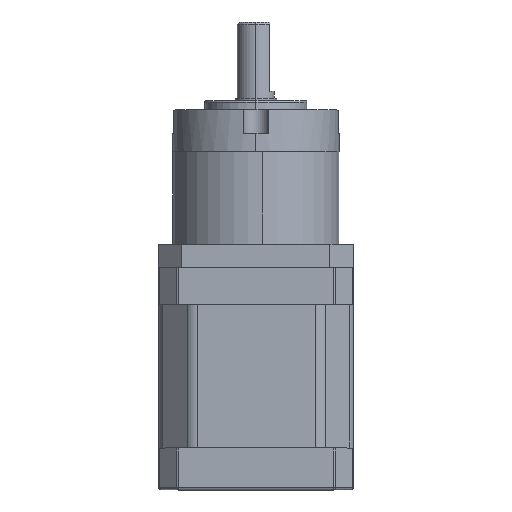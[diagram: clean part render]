
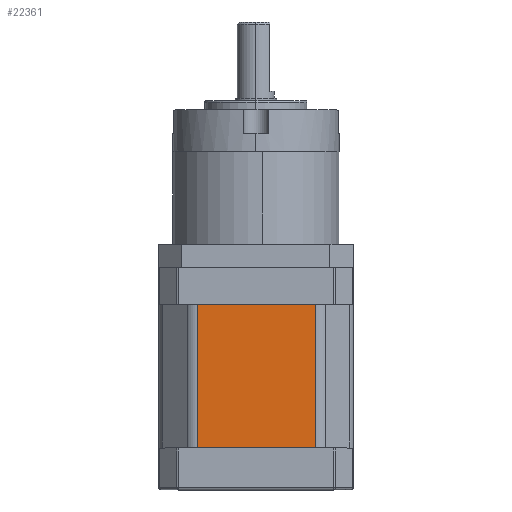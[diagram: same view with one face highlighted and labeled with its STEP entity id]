
A CAD part, top view. The second image highlights one B-rep face of the part: STEP entity #22361.
In plain terms, the highlighted planar face has unit normal (0, 0, 1).
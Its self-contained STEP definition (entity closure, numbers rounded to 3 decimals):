
#343 = DIRECTION ( 'NONE',  ( 0., -1., 0. ) ) ;
#732 = DIRECTION ( 'NONE',  ( 1., 0., 0. ) ) ;
#2617 = VERTEX_POINT ( 'NONE', #7027 ) ;
#3354 = DIRECTION ( 'NONE',  ( 0., -1., 0. ) ) ;
#3738 = PLANE ( 'NONE',  #7461 ) ;
#3784 = VERTEX_POINT ( 'NONE', #17065 ) ;
#4091 = VECTOR ( 'NONE', #21043, 1000. ) ;
#5384 = ORIENTED_EDGE ( 'NONE', *, *, #16187, .T. ) ;
#5500 = CARTESIAN_POINT ( 'NONE',  ( 33.757, 31., 0. ) ) ;
#5961 = VERTEX_POINT ( 'NONE', #13748 ) ;
#6460 = EDGE_CURVE ( 'NONE', #3784, #8876, #8969, .T. ) ;
#7027 = CARTESIAN_POINT ( 'NONE',  ( 8.243, 0., 0. ) ) ;
#7127 = DIRECTION ( 'NONE',  ( 0., -1., 0. ) ) ;
#7461 = AXIS2_PLACEMENT_3D ( 'NONE', #5500, #12648, #7127 ) ;
#7811 = ORIENTED_EDGE ( 'NONE', *, *, #19541, .T. ) ;
#8016 = VECTOR ( 'NONE', #3354, 1000. ) ;
#8634 = CARTESIAN_POINT ( 'NONE',  ( 33.757, 31., 0. ) ) ;
#8876 = VERTEX_POINT ( 'NONE', #17974 ) ;
#8969 = LINE ( 'NONE', #8634, #8016 ) ;
#9256 = CARTESIAN_POINT ( 'NONE',  ( 8.243, 31., 0. ) ) ;
#11290 = CARTESIAN_POINT ( 'NONE',  ( 33.757, 0., 0. ) ) ;
#12015 = EDGE_LOOP ( 'NONE', ( #5384, #22516, #22843, #7811 ) ) ;
#12424 = VECTOR ( 'NONE', #732, 1000. ) ;
#12648 = DIRECTION ( 'NONE',  ( 0., 0., -1. ) ) ;
#13748 = CARTESIAN_POINT ( 'NONE',  ( 8.243, 31., 0. ) ) ;
#13922 = VECTOR ( 'NONE', #343, 1000. ) ;
#15182 = LINE ( 'NONE', #22813, #4091 ) ;
#16187 = EDGE_CURVE ( 'NONE', #2617, #8876, #16585, .T. ) ;
#16585 = LINE ( 'NONE', #11290, #12424 ) ;
#17006 = EDGE_CURVE ( 'NONE', #5961, #3784, #15182, .T. ) ;
#17065 = CARTESIAN_POINT ( 'NONE',  ( 33.757, 31., 0. ) ) ;
#17974 = CARTESIAN_POINT ( 'NONE',  ( 33.757, 0., 0. ) ) ;
#18664 = LINE ( 'NONE', #9256, #13922 ) ;
#19541 = EDGE_CURVE ( 'NONE', #5961, #2617, #18664, .T. ) ;
#21043 = DIRECTION ( 'NONE',  ( 1., 0., 0. ) ) ;
#22361 = ADVANCED_FACE ( 'NONE', ( #23233 ), #3738, .F. ) ;
#22516 = ORIENTED_EDGE ( 'NONE', *, *, #6460, .F. ) ;
#22813 = CARTESIAN_POINT ( 'NONE',  ( 33.757, 31., 0. ) ) ;
#22843 = ORIENTED_EDGE ( 'NONE', *, *, #17006, .F. ) ;
#23233 = FACE_OUTER_BOUND ( 'NONE', #12015, .T. ) ;
